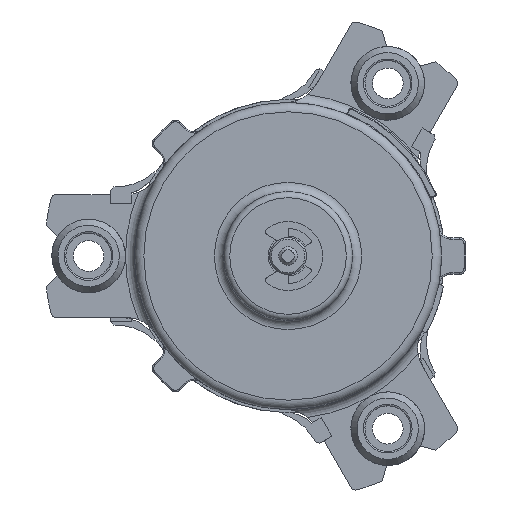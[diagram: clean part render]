
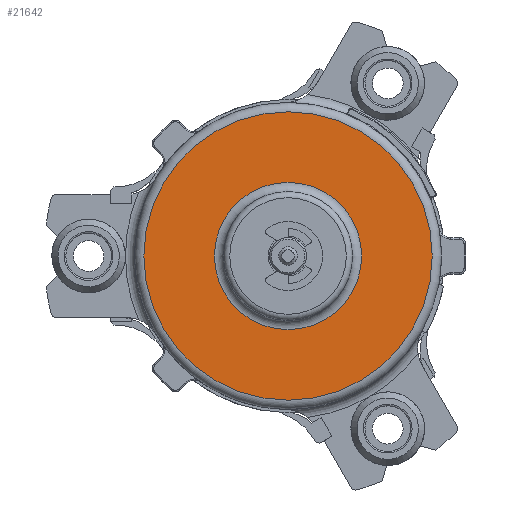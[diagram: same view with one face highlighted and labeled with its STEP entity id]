
A CAD part, left-side view. The second image highlights one B-rep face of the part: STEP entity #21642.
In plain terms, the highlighted planar face has unit normal (-1, 0, 0).
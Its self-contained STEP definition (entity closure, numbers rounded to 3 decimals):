
#21611=CARTESIAN_POINT('',(-84.9,-47.0,0.));
#21612=VERTEX_POINT('',#21611);
#21613=CARTESIAN_POINT('',(-84.9,0.0,0.0));
#21614=DIRECTION('',(1.0,0.0,0.0));
#21615=DIRECTION('',(0.0,-1.0,0.0));
#21616=AXIS2_PLACEMENT_3D('',#21613,#21614,#21615);
#21617=CIRCLE('',#21616,47.0);
#21618=EDGE_CURVE('',#21612,#21612,#21617,.T.);
#21623=CARTESIAN_POINT('',(-84.9,-35.5,0.));
#21624=DIRECTION('',(-1.0,0.0,0.0));
#21625=DIRECTION('',(0.0,0.0,-1.0));
#21626=AXIS2_PLACEMENT_3D('',#21623,#21624,#21625);
#21627=PLANE('',#21626);
#21628=ORIENTED_EDGE('',*,*,#21618,.F.);
#21629=EDGE_LOOP('',(#21628));
#21630=FACE_OUTER_BOUND('',#21629,.T.);
#21631=CARTESIAN_POINT('',(-84.9,-24.,0.));
#21632=VERTEX_POINT('',#21631);
#21633=CARTESIAN_POINT('',(-84.9,0.0,0.0));
#21634=DIRECTION('',(1.0,0.0,0.0));
#21635=DIRECTION('',(0.0,-1.0,0.0));
#21636=AXIS2_PLACEMENT_3D('',#21633,#21634,#21635);
#21637=CIRCLE('',#21636,24.);
#21638=EDGE_CURVE('',#21632,#21632,#21637,.T.);
#21639=ORIENTED_EDGE('',*,*,#21638,.T.);
#21640=EDGE_LOOP('',(#21639));
#21641=FACE_BOUND('',#21640,.T.);
#21642=ADVANCED_FACE('',(#21630,#21641),#21627,.T.);
